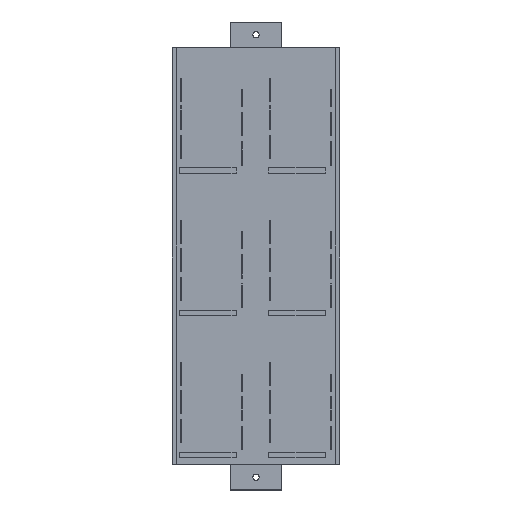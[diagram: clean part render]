
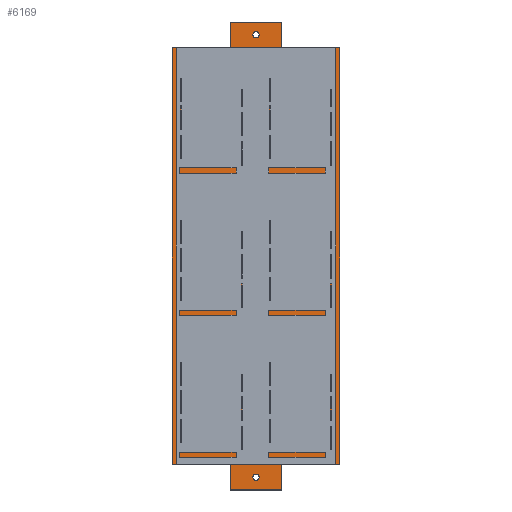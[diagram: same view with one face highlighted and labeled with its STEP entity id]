
A CAD part, top view. The second image highlights one B-rep face of the part: STEP entity #6169.
In plain terms, the highlighted planar face has unit normal (0, 0, 1).
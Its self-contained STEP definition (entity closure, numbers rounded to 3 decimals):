
#154 = VECTOR ( 'NONE', #1179, 1000. ) ;
#176 = AXIS2_PLACEMENT_3D ( 'NONE', #6106, #2104, #6208 ) ;
#267 = EDGE_LOOP ( 'NONE', ( #3015, #6723, #3285, #2411, #3281, #5321, #3887, #4842, #5345, #5967, #4277, #3046 ) ) ;
#290 = AXIS2_PLACEMENT_3D ( 'NONE', #6521, #1851, #966 ) ;
#392 = AXIS2_PLACEMENT_3D ( 'NONE', #3165, #5215, #552 ) ;
#448 = EDGE_CURVE ( 'NONE', #3139, #5267, #935, .T. ) ;
#552 = DIRECTION ( 'NONE',  ( -1., 0., 0. ) ) ;
#661 = DIRECTION ( 'NONE',  ( 1., 0., 0. ) ) ;
#667 = CARTESIAN_POINT ( 'NONE',  ( -19.5, 145.218, 3. ) ) ;
#695 = VERTEX_POINT ( 'NONE', #4784 ) ;
#742 = CARTESIAN_POINT ( 'NONE',  ( 3., 155.218, 3. ) ) ;
#768 = EDGE_CURVE ( 'NONE', #2834, #2062, #3620, .T. ) ;
#770 = CARTESIAN_POINT ( 'NONE',  ( 20.5, 165.218, 3. ) ) ;
#809 = VERTEX_POINT ( 'NONE', #5878 ) ;
#850 = DIRECTION ( 'NONE',  ( 1., 0., 0. ) ) ;
#935 = CIRCLE ( 'NONE', #176, 2.5 ) ;
#947 = CARTESIAN_POINT ( 'NONE',  ( 0.5, 155.218, 3. ) ) ;
#966 = DIRECTION ( 'NONE',  ( 1., 0., 0. ) ) ;
#991 = VERTEX_POINT ( 'NONE', #770 ) ;
#1061 = FACE_BOUND ( 'NONE', #5214, .T. ) ;
#1069 = LINE ( 'NONE', #6724, #6606 ) ;
#1129 = PLANE ( 'NONE',  #392 ) ;
#1132 = CARTESIAN_POINT ( 'NONE',  ( 20.5, 165.218, 3. ) ) ;
#1179 = DIRECTION ( 'NONE',  ( 0., -1., 0. ) ) ;
#1225 = ORIENTED_EDGE ( 'NONE', *, *, #2420, .F. ) ;
#1305 = LINE ( 'NONE', #5035, #5305 ) ;
#1342 = CARTESIAN_POINT ( 'NONE',  ( -65.3, -181.382, 3. ) ) ;
#1468 = CARTESIAN_POINT ( 'NONE',  ( 20.5, -181.382, 3. ) ) ;
#1480 = DIRECTION ( 'NONE',  ( -1., 0., 0. ) ) ;
#1573 = FACE_BOUND ( 'NONE', #2845, .T. ) ;
#1622 = VECTOR ( 'NONE', #3330, 1000. ) ;
#1685 = LINE ( 'NONE', #1132, #3584 ) ;
#1826 = VECTOR ( 'NONE', #1480, 1000. ) ;
#1829 = AXIS2_PLACEMENT_3D ( 'NONE', #947, #5501, #850 ) ;
#1851 = DIRECTION ( 'NONE',  ( 0., 0., 1. ) ) ;
#2062 = VERTEX_POINT ( 'NONE', #6024 ) ;
#2094 = LINE ( 'NONE', #4165, #6717 ) ;
#2104 = DIRECTION ( 'NONE',  ( 0., 0., 1. ) ) ;
#2167 = DIRECTION ( 'NONE',  ( 0., 1., 0. ) ) ;
#2170 = CARTESIAN_POINT ( 'NONE',  ( -65.3, 145.218, 3. ) ) ;
#2273 = ORIENTED_EDGE ( 'NONE', *, *, #2990, .F. ) ;
#2328 = VERTEX_POINT ( 'NONE', #4592 ) ;
#2370 = VECTOR ( 'NONE', #4763, 1000. ) ;
#2411 = ORIENTED_EDGE ( 'NONE', *, *, #3347, .T. ) ;
#2415 = EDGE_CURVE ( 'NONE', #2975, #2834, #3044, .T. ) ;
#2420 = EDGE_CURVE ( 'NONE', #809, #6676, #6397, .T. ) ;
#2470 = CARTESIAN_POINT ( 'NONE',  ( 0.5, 165.218, 3. ) ) ;
#2477 = ORIENTED_EDGE ( 'NONE', *, *, #4379, .F. ) ;
#2510 = EDGE_CURVE ( 'NONE', #2328, #2561, #6113, .T. ) ;
#2561 = VERTEX_POINT ( 'NONE', #6005 ) ;
#2693 = LINE ( 'NONE', #3177, #2370 ) ;
#2726 = VERTEX_POINT ( 'NONE', #6584 ) ;
#2783 = AXIS2_PLACEMENT_3D ( 'NONE', #5328, #4914, #661 ) ;
#2834 = VERTEX_POINT ( 'NONE', #3740 ) ;
#2837 = CARTESIAN_POINT ( 'NONE',  ( 20.5, 145.218, 3. ) ) ;
#2845 = EDGE_LOOP ( 'NONE', ( #2273, #3818 ) ) ;
#2975 = VERTEX_POINT ( 'NONE', #5898 ) ;
#2980 = EDGE_CURVE ( 'NONE', #5960, #5312, #3810, .T. ) ;
#2990 = EDGE_CURVE ( 'NONE', #5267, #3139, #3961, .T. ) ;
#3015 = ORIENTED_EDGE ( 'NONE', *, *, #2510, .T. ) ;
#3044 = LINE ( 'NONE', #3521, #1622 ) ;
#3046 = ORIENTED_EDGE ( 'NONE', *, *, #5252, .T. ) ;
#3114 = EDGE_CURVE ( 'NONE', #991, #5960, #3463, .T. ) ;
#3139 = VERTEX_POINT ( 'NONE', #5015 ) ;
#3147 = CARTESIAN_POINT ( 'NONE',  ( 0.5, -201.382, 3. ) ) ;
#3165 = CARTESIAN_POINT ( 'NONE',  ( 0., 0., 3. ) ) ;
#3177 = CARTESIAN_POINT ( 'NONE',  ( 20.5, -201.382, 3. ) ) ;
#3201 = EDGE_CURVE ( 'NONE', #5312, #4472, #5248, .T. ) ;
#3248 = DIRECTION ( 'NONE',  ( 1., 0., 0. ) ) ;
#3258 = CIRCLE ( 'NONE', #290, 2.5 ) ;
#3281 = ORIENTED_EDGE ( 'NONE', *, *, #3114, .T. ) ;
#3283 = EDGE_CURVE ( 'NONE', #4365, #2975, #2094, .T. ) ;
#3285 = ORIENTED_EDGE ( 'NONE', *, *, #6689, .T. ) ;
#3330 = DIRECTION ( 'NONE',  ( 0., -1., 0. ) ) ;
#3347 = EDGE_CURVE ( 'NONE', #695, #991, #1685, .T. ) ;
#3385 = LINE ( 'NONE', #2837, #6485 ) ;
#3463 = LINE ( 'NONE', #2470, #4773 ) ;
#3521 = CARTESIAN_POINT ( 'NONE',  ( -19.5, -201.382, 3. ) ) ;
#3531 = CARTESIAN_POINT ( 'NONE',  ( -19.5, 165.218, 3. ) ) ;
#3544 = EDGE_CURVE ( 'NONE', #4472, #4365, #1305, .T. ) ;
#3584 = VECTOR ( 'NONE', #2167, 1000. ) ;
#3620 = LINE ( 'NONE', #3147, #6362 ) ;
#3740 = CARTESIAN_POINT ( 'NONE',  ( -19.5, -201.382, 3. ) ) ;
#3810 = LINE ( 'NONE', #5929, #154 ) ;
#3818 = ORIENTED_EDGE ( 'NONE', *, *, #448, .F. ) ;
#3887 = ORIENTED_EDGE ( 'NONE', *, *, #3201, .T. ) ;
#3961 = CIRCLE ( 'NONE', #2783, 2.5 ) ;
#4165 = CARTESIAN_POINT ( 'NONE',  ( -65.3, -181.382, 3. ) ) ;
#4167 = DIRECTION ( 'NONE',  ( 0., 1., 0. ) ) ;
#4277 = ORIENTED_EDGE ( 'NONE', *, *, #768, .T. ) ;
#4365 = VERTEX_POINT ( 'NONE', #1342 ) ;
#4379 = EDGE_CURVE ( 'NONE', #6676, #809, #3258, .T. ) ;
#4472 = VERTEX_POINT ( 'NONE', #2170 ) ;
#4485 = EDGE_CURVE ( 'NONE', #2561, #2726, #1069, .T. ) ;
#4592 = CARTESIAN_POINT ( 'NONE',  ( 20.5, -181.382, 3. ) ) ;
#4671 = DIRECTION ( 'NONE',  ( 1., 0., 0. ) ) ;
#4763 = DIRECTION ( 'NONE',  ( 0., 1., 0. ) ) ;
#4773 = VECTOR ( 'NONE', #5520, 1000. ) ;
#4784 = CARTESIAN_POINT ( 'NONE',  ( 20.5, 145.218, 3. ) ) ;
#4842 = ORIENTED_EDGE ( 'NONE', *, *, #3544, .T. ) ;
#4914 = DIRECTION ( 'NONE',  ( 0., 0., 1. ) ) ;
#5015 = CARTESIAN_POINT ( 'NONE',  ( 3., -191.382, 3. ) ) ;
#5035 = CARTESIAN_POINT ( 'NONE',  ( -65.3, 145.218, 3. ) ) ;
#5214 = EDGE_LOOP ( 'NONE', ( #1225, #2477 ) ) ;
#5215 = DIRECTION ( 'NONE',  ( 0., 0., -1. ) ) ;
#5248 = LINE ( 'NONE', #6165, #1826 ) ;
#5252 = EDGE_CURVE ( 'NONE', #2062, #2328, #2693, .T. ) ;
#5267 = VERTEX_POINT ( 'NONE', #6288 ) ;
#5305 = VECTOR ( 'NONE', #6603, 1000. ) ;
#5312 = VERTEX_POINT ( 'NONE', #667 ) ;
#5321 = ORIENTED_EDGE ( 'NONE', *, *, #2980, .T. ) ;
#5328 = CARTESIAN_POINT ( 'NONE',  ( 0.5, -191.382, 3. ) ) ;
#5345 = ORIENTED_EDGE ( 'NONE', *, *, #3283, .T. ) ;
#5501 = DIRECTION ( 'NONE',  ( 0., 0., 1. ) ) ;
#5520 = DIRECTION ( 'NONE',  ( -1., 0., 0. ) ) ;
#5878 = CARTESIAN_POINT ( 'NONE',  ( -2., 155.218, 3. ) ) ;
#5898 = CARTESIAN_POINT ( 'NONE',  ( -19.5, -181.382, 3. ) ) ;
#5929 = CARTESIAN_POINT ( 'NONE',  ( -19.5, 165.218, 3. ) ) ;
#5960 = VERTEX_POINT ( 'NONE', #3531 ) ;
#5967 = ORIENTED_EDGE ( 'NONE', *, *, #2415, .T. ) ;
#6005 = CARTESIAN_POINT ( 'NONE',  ( 66.3, -181.382, 3. ) ) ;
#6024 = CARTESIAN_POINT ( 'NONE',  ( 20.5, -201.382, 3. ) ) ;
#6063 = VECTOR ( 'NONE', #4671, 1000. ) ;
#6106 = CARTESIAN_POINT ( 'NONE',  ( 0.5, -191.382, 3. ) ) ;
#6113 = LINE ( 'NONE', #1468, #6063 ) ;
#6165 = CARTESIAN_POINT ( 'NONE',  ( -65.3, 145.218, 3. ) ) ;
#6169 = ADVANCED_FACE ( 'NONE', ( #6229, #1061, #1573 ), #1129, .F. ) ;
#6208 = DIRECTION ( 'NONE',  ( 1., 0., 0. ) ) ;
#6229 = FACE_OUTER_BOUND ( 'NONE', #267, .T. ) ;
#6288 = CARTESIAN_POINT ( 'NONE',  ( -2., -191.382, 3. ) ) ;
#6360 = DIRECTION ( 'NONE',  ( -1., 0., 0. ) ) ;
#6362 = VECTOR ( 'NONE', #3248, 1000. ) ;
#6397 = CIRCLE ( 'NONE', #1829, 2.5 ) ;
#6413 = DIRECTION ( 'NONE',  ( 1., 0., 0. ) ) ;
#6485 = VECTOR ( 'NONE', #6360, 1000. ) ;
#6521 = CARTESIAN_POINT ( 'NONE',  ( 0.5, 155.218, 3. ) ) ;
#6584 = CARTESIAN_POINT ( 'NONE',  ( 66.3, 145.218, 3. ) ) ;
#6603 = DIRECTION ( 'NONE',  ( 0., -1., 0. ) ) ;
#6606 = VECTOR ( 'NONE', #4167, 1000. ) ;
#6676 = VERTEX_POINT ( 'NONE', #742 ) ;
#6689 = EDGE_CURVE ( 'NONE', #2726, #695, #3385, .T. ) ;
#6717 = VECTOR ( 'NONE', #6413, 1000. ) ;
#6723 = ORIENTED_EDGE ( 'NONE', *, *, #4485, .T. ) ;
#6724 = CARTESIAN_POINT ( 'NONE',  ( 66.3, 145.218, 3. ) ) ;
